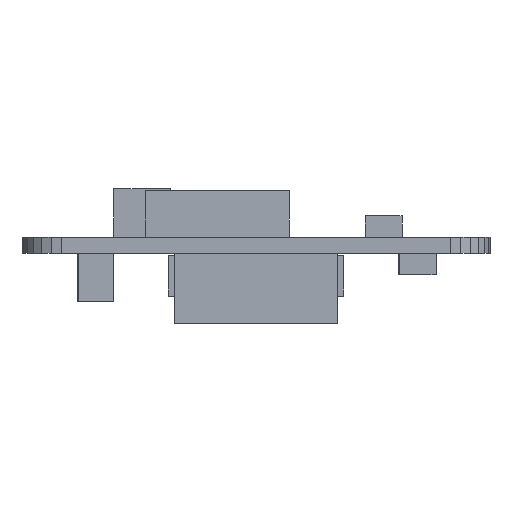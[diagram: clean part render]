
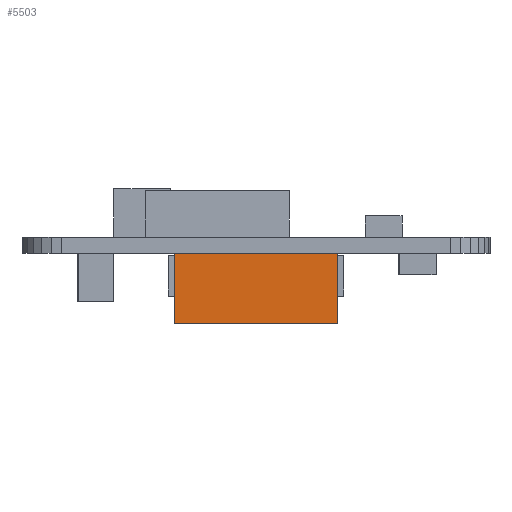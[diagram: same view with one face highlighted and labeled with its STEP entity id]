
A CAD part, left-side view. The second image highlights one B-rep face of the part: STEP entity #5503.
In plain terms, the highlighted planar face has unit normal (-1, 0, 0).
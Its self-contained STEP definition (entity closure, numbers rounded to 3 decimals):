
#5398 = PLANE('',#5399);
#5399 = AXIS2_PLACEMENT_3D('',#5400,#5401,#5402);
#5400 = CARTESIAN_POINT('',(2.1,2.1,0.));
#5401 = DIRECTION('',(0.,-1.,0.));
#5402 = DIRECTION('',(-1.,0.,0.));
#5423 = VERTEX_POINT('',#5424);
#5424 = CARTESIAN_POINT('',(-2.1,2.1,1.8));
#5438 = PLANE('',#5439);
#5439 = AXIS2_PLACEMENT_3D('',#5440,#5441,#5442);
#5440 = CARTESIAN_POINT('',(2.1,2.1,1.8));
#5441 = DIRECTION('',(0.,0.,-1.));
#5442 = DIRECTION('',(-1.,0.,0.));
#5450 = EDGE_CURVE('',#5451,#5423,#5453,.T.);
#5451 = VERTEX_POINT('',#5452);
#5452 = CARTESIAN_POINT('',(-2.1,2.1,0.));
#5453 = SURFACE_CURVE('',#5454,(#5458,#5465),.PCURVE_S1.);
#5454 = LINE('',#5455,#5456);
#5455 = CARTESIAN_POINT('',(-2.1,2.1,0.));
#5456 = VECTOR('',#5457,1.);
#5457 = DIRECTION('',(0.,0.,1.));
#5458 = PCURVE('',#5398,#5459);
#5459 = DEFINITIONAL_REPRESENTATION('',(#5460),#5464);
#5460 = LINE('',#5461,#5462);
#5461 = CARTESIAN_POINT('',(4.2,0.));
#5462 = VECTOR('',#5463,1.);
#5463 = DIRECTION('',(0.,-1.));
#5464 = ( GEOMETRIC_REPRESENTATION_CONTEXT(2) 
PARAMETRIC_REPRESENTATION_CONTEXT() REPRESENTATION_CONTEXT('2D SPACE',''
  ) );
#5465 = PCURVE('',#5466,#5471);
#5466 = PLANE('',#5467);
#5467 = AXIS2_PLACEMENT_3D('',#5468,#5469,#5470);
#5468 = CARTESIAN_POINT('',(-2.1,2.1,0.));
#5469 = DIRECTION('',(1.,0.,0.));
#5470 = DIRECTION('',(0.,-1.,0.));
#5471 = DEFINITIONAL_REPRESENTATION('',(#5472),#5476);
#5472 = LINE('',#5473,#5474);
#5473 = CARTESIAN_POINT('',(0.,0.));
#5474 = VECTOR('',#5475,1.);
#5475 = DIRECTION('',(0.,-1.));
#5476 = ( GEOMETRIC_REPRESENTATION_CONTEXT(2) 
PARAMETRIC_REPRESENTATION_CONTEXT() REPRESENTATION_CONTEXT('2D SPACE',''
  ) );
#5492 = PLANE('',#5493);
#5493 = AXIS2_PLACEMENT_3D('',#5494,#5495,#5496);
#5494 = CARTESIAN_POINT('',(2.1,2.1,0.));
#5495 = DIRECTION('',(0.,0.,-1.));
#5496 = DIRECTION('',(-1.,0.,0.));
#5503 = ADVANCED_FACE('',(#5504),#5466,.F.);
#5504 = FACE_BOUND('',#5505,.F.);
#5505 = EDGE_LOOP('',(#5506,#5507,#5530,#5558));
#5506 = ORIENTED_EDGE('',*,*,#5450,.T.);
#5507 = ORIENTED_EDGE('',*,*,#5508,.T.);
#5508 = EDGE_CURVE('',#5423,#5509,#5511,.T.);
#5509 = VERTEX_POINT('',#5510);
#5510 = CARTESIAN_POINT('',(-2.1,-2.1,1.8));
#5511 = SURFACE_CURVE('',#5512,(#5516,#5523),.PCURVE_S1.);
#5512 = LINE('',#5513,#5514);
#5513 = CARTESIAN_POINT('',(-2.1,2.1,1.8));
#5514 = VECTOR('',#5515,1.);
#5515 = DIRECTION('',(0.,-1.,0.));
#5516 = PCURVE('',#5466,#5517);
#5517 = DEFINITIONAL_REPRESENTATION('',(#5518),#5522);
#5518 = LINE('',#5519,#5520);
#5519 = CARTESIAN_POINT('',(0.,-1.8));
#5520 = VECTOR('',#5521,1.);
#5521 = DIRECTION('',(1.,0.));
#5522 = ( GEOMETRIC_REPRESENTATION_CONTEXT(2) 
PARAMETRIC_REPRESENTATION_CONTEXT() REPRESENTATION_CONTEXT('2D SPACE',''
  ) );
#5523 = PCURVE('',#5438,#5524);
#5524 = DEFINITIONAL_REPRESENTATION('',(#5525),#5529);
#5525 = LINE('',#5526,#5527);
#5526 = CARTESIAN_POINT('',(4.2,0.));
#5527 = VECTOR('',#5528,1.);
#5528 = DIRECTION('',(0.,-1.));
#5529 = ( GEOMETRIC_REPRESENTATION_CONTEXT(2) 
PARAMETRIC_REPRESENTATION_CONTEXT() REPRESENTATION_CONTEXT('2D SPACE',''
  ) );
#5530 = ORIENTED_EDGE('',*,*,#5531,.F.);
#5531 = EDGE_CURVE('',#5532,#5509,#5534,.T.);
#5532 = VERTEX_POINT('',#5533);
#5533 = CARTESIAN_POINT('',(-2.1,-2.1,0.));
#5534 = SURFACE_CURVE('',#5535,(#5539,#5546),.PCURVE_S1.);
#5535 = LINE('',#5536,#5537);
#5536 = CARTESIAN_POINT('',(-2.1,-2.1,0.));
#5537 = VECTOR('',#5538,1.);
#5538 = DIRECTION('',(0.,0.,1.));
#5539 = PCURVE('',#5466,#5540);
#5540 = DEFINITIONAL_REPRESENTATION('',(#5541),#5545);
#5541 = LINE('',#5542,#5543);
#5542 = CARTESIAN_POINT('',(4.2,0.));
#5543 = VECTOR('',#5544,1.);
#5544 = DIRECTION('',(0.,-1.));
#5545 = ( GEOMETRIC_REPRESENTATION_CONTEXT(2) 
PARAMETRIC_REPRESENTATION_CONTEXT() REPRESENTATION_CONTEXT('2D SPACE',''
  ) );
#5546 = PCURVE('',#5547,#5552);
#5547 = PLANE('',#5548);
#5548 = AXIS2_PLACEMENT_3D('',#5549,#5550,#5551);
#5549 = CARTESIAN_POINT('',(-2.1,-2.1,0.));
#5550 = DIRECTION('',(0.,1.,0.));
#5551 = DIRECTION('',(1.,0.,0.));
#5552 = DEFINITIONAL_REPRESENTATION('',(#5553),#5557);
#5553 = LINE('',#5554,#5555);
#5554 = CARTESIAN_POINT('',(0.,0.));
#5555 = VECTOR('',#5556,1.);
#5556 = DIRECTION('',(0.,-1.));
#5557 = ( GEOMETRIC_REPRESENTATION_CONTEXT(2) 
PARAMETRIC_REPRESENTATION_CONTEXT() REPRESENTATION_CONTEXT('2D SPACE',''
  ) );
#5558 = ORIENTED_EDGE('',*,*,#5559,.F.);
#5559 = EDGE_CURVE('',#5451,#5532,#5560,.T.);
#5560 = SURFACE_CURVE('',#5561,(#5565,#5572),.PCURVE_S1.);
#5561 = LINE('',#5562,#5563);
#5562 = CARTESIAN_POINT('',(-2.1,2.1,0.));
#5563 = VECTOR('',#5564,1.);
#5564 = DIRECTION('',(0.,-1.,0.));
#5565 = PCURVE('',#5466,#5566);
#5566 = DEFINITIONAL_REPRESENTATION('',(#5567),#5571);
#5567 = LINE('',#5568,#5569);
#5568 = CARTESIAN_POINT('',(0.,0.));
#5569 = VECTOR('',#5570,1.);
#5570 = DIRECTION('',(1.,0.));
#5571 = ( GEOMETRIC_REPRESENTATION_CONTEXT(2) 
PARAMETRIC_REPRESENTATION_CONTEXT() REPRESENTATION_CONTEXT('2D SPACE',''
  ) );
#5572 = PCURVE('',#5492,#5573);
#5573 = DEFINITIONAL_REPRESENTATION('',(#5574),#5578);
#5574 = LINE('',#5575,#5576);
#5575 = CARTESIAN_POINT('',(4.2,0.));
#5576 = VECTOR('',#5577,1.);
#5577 = DIRECTION('',(0.,-1.));
#5578 = ( GEOMETRIC_REPRESENTATION_CONTEXT(2) 
PARAMETRIC_REPRESENTATION_CONTEXT() REPRESENTATION_CONTEXT('2D SPACE',''
  ) );
